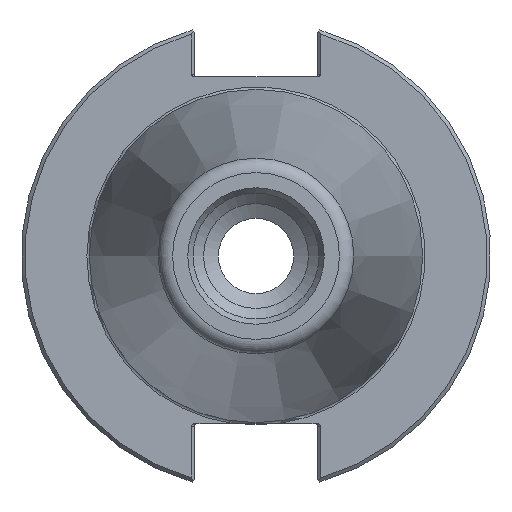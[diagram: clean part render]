
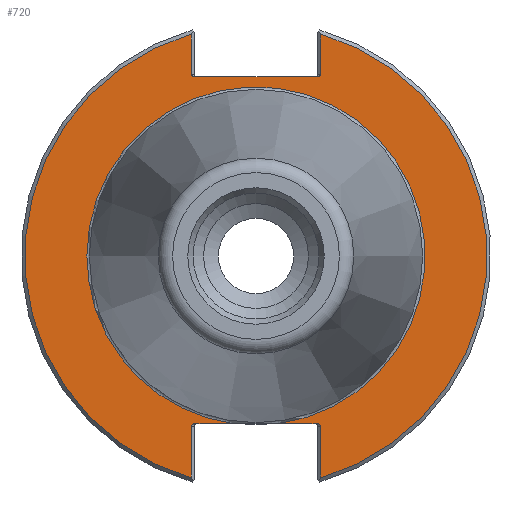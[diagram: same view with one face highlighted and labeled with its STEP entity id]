
A CAD part, left-side view. The second image highlights one B-rep face of the part: STEP entity #720.
In plain terms, the highlighted planar face has unit normal (-1, 0, 0).
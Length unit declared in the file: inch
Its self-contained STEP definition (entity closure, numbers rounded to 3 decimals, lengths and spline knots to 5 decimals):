
#565=CARTESIAN_POINT('',(0.125,-0.18258,-1.383));
#566=VERTEX_POINT('',#565);
#567=CARTESIAN_POINT('',(0.125,0.18258,-1.383));
#568=VERTEX_POINT('',#567);
#583=CARTESIAN_POINT('',(0.125,0.0,0.0));
#584=DIRECTION('',(-1.0,0.0,0.0));
#585=DIRECTION('',(0.0,-1.0,0.0));
#586=AXIS2_PLACEMENT_3D('',#583,#584,#585);
#587=CIRCLE('',#586,1.395);
#588=EDGE_CURVE('',#566,#568,#587,.T.);
#604=CARTESIAN_POINT('',(0.125,1.65625,0.0));
#605=DIRECTION('',(-1.0,0.0,0.0));
#606=DIRECTION('',(0.0,0.0,1.0));
#607=AXIS2_PLACEMENT_3D('',#604,#605,#606);
#608=PLANE('',#607);
#609=ORIENTED_EDGE('',*,*,#588,.F.);
#610=CARTESIAN_POINT('',(0.125,-0.50422,-1.383));
#611=VERTEX_POINT('',#610);
#612=CARTESIAN_POINT('',(0.125,-0.50422,-1.383));
#613=DIRECTION('',(0.0,1.0,0.0));
#614=VECTOR('',#613,0.32163);
#615=LINE('',#612,#614);
#616=EDGE_CURVE('',#611,#566,#615,.T.);
#617=ORIENTED_EDGE('',*,*,#616,.F.);
#618=CARTESIAN_POINT('',(0.125,-0.5325,-1.403));
#619=VERTEX_POINT('',#618);
#620=CARTESIAN_POINT('',(0.125,-0.50422,-1.403));
#621=DIRECTION('',(-1.0,0.0,0.0));
#622=DIRECTION('',(0.0,-1.0,0.0));
#623=AXIS2_PLACEMENT_3D('',#620,#621,#622);
#624=ELLIPSE('',#623,0.02828,0.02);
#625=EDGE_CURVE('',#619,#611,#624,.T.);
#626=ORIENTED_EDGE('',*,*,#625,.F.);
#627=CARTESIAN_POINT('',(0.125,-0.5325,-1.83167));
#628=VERTEX_POINT('',#627);
#629=CARTESIAN_POINT('',(0.125,-0.5325,-1.83167));
#630=DIRECTION('',(0.0,0.0,1.0));
#631=VECTOR('',#630,0.42867);
#632=LINE('',#629,#631);
#633=EDGE_CURVE('',#628,#619,#632,.T.);
#634=ORIENTED_EDGE('',*,*,#633,.F.);
#635=CARTESIAN_POINT('',(0.125,-0.5325,1.83167));
#636=VERTEX_POINT('',#635);
#637=CARTESIAN_POINT('',(0.125,0.0,0.0));
#638=DIRECTION('',(1.0,0.0,0.0));
#639=DIRECTION('',(0.0,-1.0,0.0));
#640=AXIS2_PLACEMENT_3D('',#637,#638,#639);
#641=CIRCLE('',#640,1.9075);
#642=EDGE_CURVE('',#636,#628,#641,.T.);
#643=ORIENTED_EDGE('',*,*,#642,.F.);
#644=CARTESIAN_POINT('',(0.125,-0.5325,1.498));
#645=VERTEX_POINT('',#644);
#646=CARTESIAN_POINT('',(0.125,-0.5325,1.498));
#647=DIRECTION('',(0.0,0.0,1.0));
#648=VECTOR('',#647,0.33367);
#649=LINE('',#646,#648);
#650=EDGE_CURVE('',#645,#636,#649,.T.);
#651=ORIENTED_EDGE('',*,*,#650,.F.);
#652=CARTESIAN_POINT('',(0.125,-0.50422,1.478));
#653=VERTEX_POINT('',#652);
#654=CARTESIAN_POINT('',(0.125,-0.50422,1.498));
#655=DIRECTION('',(-1.0,0.0,0.0));
#656=DIRECTION('',(0.0,-1.0,0.0));
#657=AXIS2_PLACEMENT_3D('',#654,#655,#656);
#658=ELLIPSE('',#657,0.02828,0.02);
#659=EDGE_CURVE('',#653,#645,#658,.T.);
#660=ORIENTED_EDGE('',*,*,#659,.F.);
#661=CARTESIAN_POINT('',(0.125,0.50422,1.478));
#662=VERTEX_POINT('',#661);
#663=CARTESIAN_POINT('',(0.125,0.50422,1.478));
#664=DIRECTION('',(0.0,-1.0,0.0));
#665=VECTOR('',#664,1.00843);
#666=LINE('',#663,#665);
#667=EDGE_CURVE('',#662,#653,#666,.T.);
#668=ORIENTED_EDGE('',*,*,#667,.F.);
#669=CARTESIAN_POINT('',(0.125,0.5325,1.498));
#670=VERTEX_POINT('',#669);
#671=CARTESIAN_POINT('',(0.125,0.50422,1.498));
#672=DIRECTION('',(-1.0,0.0,0.0));
#673=DIRECTION('',(0.0,1.0,0.0));
#674=AXIS2_PLACEMENT_3D('',#671,#672,#673);
#675=ELLIPSE('',#674,0.02828,0.02);
#676=EDGE_CURVE('',#670,#662,#675,.T.);
#677=ORIENTED_EDGE('',*,*,#676,.F.);
#678=CARTESIAN_POINT('',(0.125,0.5325,1.83167));
#679=VERTEX_POINT('',#678);
#680=CARTESIAN_POINT('',(0.125,0.5325,1.83167));
#681=DIRECTION('',(0.0,0.0,-1.0));
#682=VECTOR('',#681,0.33367);
#683=LINE('',#680,#682);
#684=EDGE_CURVE('',#679,#670,#683,.T.);
#685=ORIENTED_EDGE('',*,*,#684,.F.);
#686=CARTESIAN_POINT('',(0.125,0.5325,-1.83167));
#687=VERTEX_POINT('',#686);
#688=CARTESIAN_POINT('',(0.125,0.0,0.0));
#689=DIRECTION('',(1.0,0.0,0.0));
#690=DIRECTION('',(0.0,1.0,0.0));
#691=AXIS2_PLACEMENT_3D('',#688,#689,#690);
#692=CIRCLE('',#691,1.9075);
#693=EDGE_CURVE('',#687,#679,#692,.T.);
#694=ORIENTED_EDGE('',*,*,#693,.F.);
#695=CARTESIAN_POINT('',(0.125,0.5325,-1.403));
#696=VERTEX_POINT('',#695);
#697=CARTESIAN_POINT('',(0.125,0.5325,-1.403));
#698=DIRECTION('',(0.0,0.0,-1.0));
#699=VECTOR('',#698,0.42867);
#700=LINE('',#697,#699);
#701=EDGE_CURVE('',#696,#687,#700,.T.);
#702=ORIENTED_EDGE('',*,*,#701,.F.);
#703=CARTESIAN_POINT('',(0.125,0.50422,-1.383));
#704=VERTEX_POINT('',#703);
#705=CARTESIAN_POINT('',(0.125,0.50422,-1.403));
#706=DIRECTION('',(-1.0,0.0,0.0));
#707=DIRECTION('',(0.0,1.0,0.0));
#708=AXIS2_PLACEMENT_3D('',#705,#706,#707);
#709=ELLIPSE('',#708,0.02828,0.02);
#710=EDGE_CURVE('',#704,#696,#709,.T.);
#711=ORIENTED_EDGE('',*,*,#710,.F.);
#712=CARTESIAN_POINT('',(0.125,0.18258,-1.383));
#713=DIRECTION('',(0.0,1.0,0.0));
#714=VECTOR('',#713,0.32163);
#715=LINE('',#712,#714);
#716=EDGE_CURVE('',#568,#704,#715,.T.);
#717=ORIENTED_EDGE('',*,*,#716,.F.);
#718=EDGE_LOOP('',(#609,#617,#626,#634,#643,#651,#660,#668,#677,#685,#694,#702,#711,#717));
#719=FACE_OUTER_BOUND('',#718,.T.);
#720=ADVANCED_FACE('',(#719),#608,.T.);
